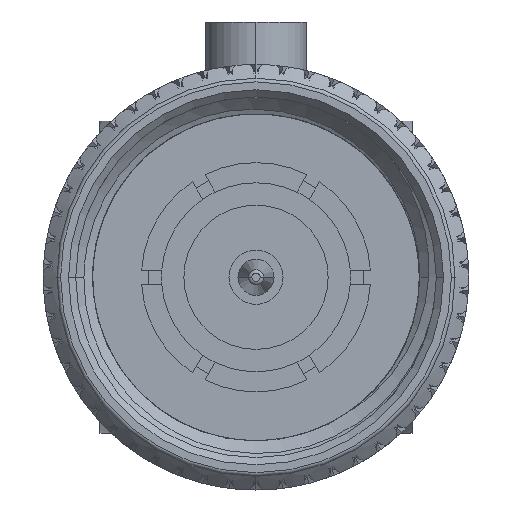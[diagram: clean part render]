
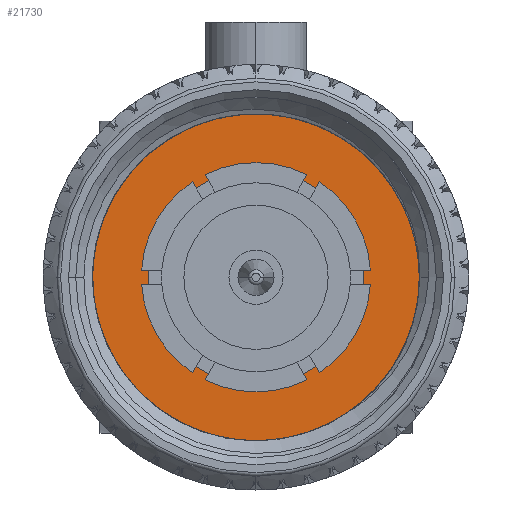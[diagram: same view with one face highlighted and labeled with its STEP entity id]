
A CAD part, left-side view. The second image highlights one B-rep face of the part: STEP entity #21730.
In plain terms, the highlighted planar face has unit normal (-1, 0, 0).
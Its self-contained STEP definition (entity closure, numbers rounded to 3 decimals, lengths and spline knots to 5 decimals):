
#162 = CARTESIAN_POINT ( 'NONE',  ( 0.315, -0.15286, -0.18864 ) ) ;
#1037 = CARTESIAN_POINT ( 'NONE',  ( 0.315, -0.09126, -0.22186 ) ) ;
#1473 = CARTESIAN_POINT ( 'NONE',  ( 0.315, 0.17973, -0.13833 ) ) ;
#1532 = EDGE_CURVE ( 'NONE', #54314, #8167, #2475, .T. ) ;
#2475 = CIRCLE ( 'NONE', #57282, 0.149 ) ;
#2733 = VERTEX_POINT ( 'NONE', #82782 ) ;
#3834 = EDGE_CURVE ( 'NONE', #21357, #2733, #68535, .T. ) ;
#4376 = VERTEX_POINT ( 'NONE', #29317 ) ;
#6548 = AXIS2_PLACEMENT_3D ( 'NONE', #18820, #64248, #65878 ) ;
#6757 = CARTESIAN_POINT ( 'NONE',  ( 0.315, 0.12157, -0.19591 ) ) ;
#7274 = EDGE_CURVE ( 'NONE', #8167, #54314, #82430, .T. ) ;
#7449 = VECTOR ( 'NONE', #52259, 39.37008 ) ;
#7794 = CARTESIAN_POINT ( 'NONE',  ( 0.315, 0.25, 0. ) ) ;
#8167 = VERTEX_POINT ( 'NONE', #40063 ) ;
#9690 = CARTESIAN_POINT ( 'NONE',  ( 0.315, 0.19487, -0.11866 ) ) ;
#11242 = CARTESIAN_POINT ( 'NONE',  ( 0.315, 0., 0. ) ) ;
#11414 = CARTESIAN_POINT ( 'NONE',  ( 0.315, 0.17973, -0.13833 ) ) ;
#12080 = ORIENTED_EDGE ( 'NONE', *, *, #57943, .T. ) ;
#13383 = CARTESIAN_POINT ( 'NONE',  ( 0.315, -0.24593, -0.04391 ) ) ;
#14245 = CARTESIAN_POINT ( 'NONE',  ( 0.315, -0.05727, -0.23143 ) ) ;
#14679 = CARTESIAN_POINT ( 'NONE',  ( 0.315, -0.01084, -0.23625 ) ) ;
#15738 = EDGE_LOOP ( 'NONE', ( #37732, #87085 ) ) ;
#17475 = LINE ( 'NONE', #39038, #7449 ) ;
#17804 = CARTESIAN_POINT ( 'NONE',  ( 0.315, 0., 0. ) ) ;
#18180 = DIRECTION ( 'NONE',  ( -1., 0., 0. ) ) ;
#18820 = CARTESIAN_POINT ( 'NONE',  ( 0.315, 0., 0. ) ) ;
#20043 = CIRCLE ( 'NONE', #69219, 0.25 ) ;
#20833 = CARTESIAN_POINT ( 'NONE',  ( 0.315, 0.14913, -0.17387 ) ) ;
#21357 = VERTEX_POINT ( 'NONE', #43416 ) ;
#21730 = ADVANCED_FACE ( 'NONE', ( #45897, #85930 ), #64369, .T. ) ;
#22016 = DIRECTION ( 'NONE',  ( 0., -1., 0. ) ) ;
#26564 = CARTESIAN_POINT ( 'NONE',  ( 0.315, -0.23155, -0.08859 ) ) ;
#26991 = CARTESIAN_POINT ( 'NONE',  ( 0.315, -0.22135, -0.10953 ) ) ;
#27710 = B_SPLINE_CURVE_WITH_KNOTS ( 'NONE', 3,
 ( #1473, #61733, #28301, #20833, #41073, #6757, #66584, #54726, #46801, #48537, #59973, #14679, #75355, #68330, #14245, #39785, #1037, #47678, #61301, #81121, #162, #33165, #73643, #67895, #33600, #86843, #26991, #26564, #34048, #80243, #13383, #53856 ),
 .UNSPECIFIED., .F., .F.,
 ( 4, 2, 2, 2, 2, 2, 2, 2, 2, 2, 2, 2, 2, 2, 2, 4 ),
 ( 0., 0.00089, 0.00179, 0.00268, 0.00357, 0.00536, 0.00625, 0.00714, 0.00804, 0.00893, 0.00982, 0.01072, 0.01161, 0.0125, 0.0134, 0.01429 ),
 .UNSPECIFIED. ) ;
#27801 = VERTEX_POINT ( 'NONE', #7794 ) ;
#28301 = CARTESIAN_POINT ( 'NONE',  ( 0.315, 0.16544, -0.15702 ) ) ;
#29317 = CARTESIAN_POINT ( 'NONE',  ( 0.315, 0.17973, -0.13833 ) ) ;
#29500 = DIRECTION ( 'NONE',  ( -1., 0., 0. ) ) ;
#33124 = ORIENTED_EDGE ( 'NONE', *, *, #3834, .T. ) ;
#33165 = CARTESIAN_POINT ( 'NONE',  ( 0.315, -0.17094, -0.17372 ) ) ;
#33600 = CARTESIAN_POINT ( 'NONE',  ( 0.315, -0.2023, -0.13917 ) ) ;
#34048 = CARTESIAN_POINT ( 'NONE',  ( 0.315, -0.23591, -0.07778 ) ) ;
#37732 = ORIENTED_EDGE ( 'NONE', *, *, #1532, .F. ) ;
#38202 = VERTEX_POINT ( 'NONE', #67341 ) ;
#39038 = CARTESIAN_POINT ( 'NONE',  ( 0.315, 0., 0. ) ) ;
#39785 = CARTESIAN_POINT ( 'NONE',  ( 0.315, -0.08002, -0.22563 ) ) ;
#40063 = CARTESIAN_POINT ( 'NONE',  ( 0.315, -0.149, 0. ) ) ;
#41073 = CARTESIAN_POINT ( 'NONE',  ( 0.315, 0.14024, -0.18174 ) ) ;
#41428 = AXIS2_PLACEMENT_3D ( 'NONE', #44581, #18180, #71832 ) ;
#43198 = B_SPLINE_CURVE_WITH_KNOTS ( 'NONE', 3,
 ( #44830, #69926, #51450, #71656, #9690, #11414 ),
 .UNSPECIFIED., .F., .F.,
 ( 4, 2, 4 ),
 ( 0., 0.00189, 0.00378 ),
 .UNSPECIFIED. ) ;
#43360 = EDGE_CURVE ( 'NONE', #38202, #4376, #43198, .T. ) ;
#43416 = CARTESIAN_POINT ( 'NONE',  ( 0.315, -0.24791, -0.03227 ) ) ;
#44581 = CARTESIAN_POINT ( 'NONE',  ( 0.315, 0., 0. ) ) ;
#44651 = DIRECTION ( 'NONE',  ( -1., 0., 0. ) ) ;
#44830 = CARTESIAN_POINT ( 'NONE',  ( 0.315, 0.2268, 0. ) ) ;
#45897 = FACE_OUTER_BOUND ( 'NONE', #85204, .T. ) ;
#46801 = CARTESIAN_POINT ( 'NONE',  ( 0.315, 0.08056, -0.2182 ) ) ;
#47678 = CARTESIAN_POINT ( 'NONE',  ( 0.315, -0.11279, -0.21284 ) ) ;
#48537 = CARTESIAN_POINT ( 'NONE',  ( 0.315, 0.04734, -0.23019 ) ) ;
#49120 = EDGE_CURVE ( 'NONE', #4376, #21357, #27710, .T. ) ;
#51450 = CARTESIAN_POINT ( 'NONE',  ( 0.315, 0.2227, -0.0496 ) ) ;
#52259 = DIRECTION ( 'NONE',  ( 0., -1., 0. ) ) ;
#53856 = CARTESIAN_POINT ( 'NONE',  ( 0.315, -0.24791, -0.03227 ) ) ;
#54314 = VERTEX_POINT ( 'NONE', #86991 ) ;
#54726 = CARTESIAN_POINT ( 'NONE',  ( 0.315, 0.09131, -0.21337 ) ) ;
#56528 = ORIENTED_EDGE ( 'NONE', *, *, #43360, .T. ) ;
#57282 = AXIS2_PLACEMENT_3D ( 'NONE', #17804, #44651, #71481 ) ;
#57548 = EDGE_CURVE ( 'NONE', #2733, #27801, #20043, .T. ) ;
#57943 = EDGE_CURVE ( 'NONE', #27801, #38202, #17475, .T. ) ;
#58717 = DIRECTION ( 'NONE',  ( 0., -1., 0. ) ) ;
#59973 = CARTESIAN_POINT ( 'NONE',  ( 0.315, 0.02449, -0.23471 ) ) ;
#61301 = CARTESIAN_POINT ( 'NONE',  ( 0.315, -0.12317, -0.20757 ) ) ;
#61733 = CARTESIAN_POINT ( 'NONE',  ( 0.315, 0.17294, -0.148 ) ) ;
#62911 = CARTESIAN_POINT ( 'NONE',  ( 0.315, 0., 0. ) ) ;
#64248 = DIRECTION ( 'NONE',  ( -1., 0., 0. ) ) ;
#64369 = PLANE ( 'NONE',  #41428 ) ;
#65878 = DIRECTION ( 'NONE',  ( 0., -1., 0. ) ) ;
#66584 = CARTESIAN_POINT ( 'NONE',  ( 0.315, 0.11178, -0.20223 ) ) ;
#67341 = CARTESIAN_POINT ( 'NONE',  ( 0.315, 0.2268, 0. ) ) ;
#67895 = CARTESIAN_POINT ( 'NONE',  ( 0.315, -0.19503, -0.1484 ) ) ;
#68330 = CARTESIAN_POINT ( 'NONE',  ( 0.315, -0.04579, -0.23348 ) ) ;
#68535 = CIRCLE ( 'NONE', #71334, 0.25 ) ;
#69219 = AXIS2_PLACEMENT_3D ( 'NONE', #62911, #29500, #22016 ) ;
#69926 = CARTESIAN_POINT ( 'NONE',  ( 0.315, 0.2268, -0.02482 ) ) ;
#71334 = AXIS2_PLACEMENT_3D ( 'NONE', #11242, #78515, #58717 ) ;
#71481 = DIRECTION ( 'NONE',  ( 0., -1., 0. ) ) ;
#71656 = CARTESIAN_POINT ( 'NONE',  ( 0.315, 0.20673, -0.09651 ) ) ;
#71832 = DIRECTION ( 'NONE',  ( 0., -1., 0. ) ) ;
#73643 = CARTESIAN_POINT ( 'NONE',  ( 0.315, -0.17936, -0.16566 ) ) ;
#75355 = CARTESIAN_POINT ( 'NONE',  ( 0.315, -0.02259, -0.23588 ) ) ;
#78515 = DIRECTION ( 'NONE',  ( -1., 0., 0. ) ) ;
#80243 = CARTESIAN_POINT ( 'NONE',  ( 0.315, -0.24311, -0.05542 ) ) ;
#81121 = CARTESIAN_POINT ( 'NONE',  ( 0.315, -0.14317, -0.1955 ) ) ;
#82430 = CIRCLE ( 'NONE', #6548, 0.149 ) ;
#82782 = CARTESIAN_POINT ( 'NONE',  ( 0.315, -0.25, 0. ) ) ;
#83302 = ORIENTED_EDGE ( 'NONE', *, *, #49120, .T. ) ;
#84199 = ORIENTED_EDGE ( 'NONE', *, *, #57548, .T. ) ;
#85204 = EDGE_LOOP ( 'NONE', ( #33124, #84199, #12080, #56528, #83302 ) ) ;
#85930 = FACE_BOUND ( 'NONE', #15738, .T. ) ;
#86843 = CARTESIAN_POINT ( 'NONE',  ( 0.315, -0.21552, -0.11965 ) ) ;
#86991 = CARTESIAN_POINT ( 'NONE',  ( 0.315, 0.149, 0. ) ) ;
#87085 = ORIENTED_EDGE ( 'NONE', *, *, #7274, .F. ) ;
